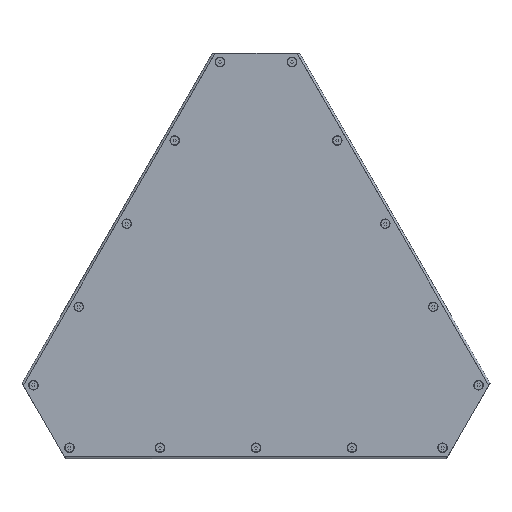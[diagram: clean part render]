
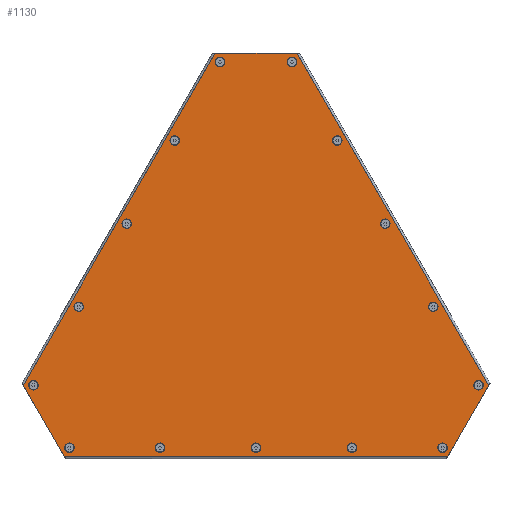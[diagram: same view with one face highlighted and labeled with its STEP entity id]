
A CAD part, top view. The second image highlights one B-rep face of the part: STEP entity #1130.
In plain terms, the highlighted planar face has unit normal (0, 0, 1).
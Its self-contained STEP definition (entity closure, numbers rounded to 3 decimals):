
#112=CARTESIAN_POINT('',(-332.112,-272.675,2.5));
#113=VERTEX_POINT('',#112);
#114=CARTESIAN_POINT('',(-340.762,-272.675,2.5));
#115=DIRECTION('',(0.0,0.0,-1.0));
#116=DIRECTION('',(1.0,0.0,0.0));
#117=AXIS2_PLACEMENT_3D('',#114,#115,#116);
#118=CIRCLE('',#117,8.65);
#119=EDGE_CURVE('',#113,#113,#118,.T.);
#160=CARTESIAN_POINT('',(-166.612,-272.675,2.5));
#161=VERTEX_POINT('',#160);
#162=CARTESIAN_POINT('',(-175.262,-272.675,2.5));
#163=DIRECTION('',(0.0,0.0,-1.0));
#164=DIRECTION('',(1.0,0.0,0.0));
#165=AXIS2_PLACEMENT_3D('',#162,#163,#164);
#166=CIRCLE('',#165,8.65);
#167=EDGE_CURVE('',#161,#161,#166,.T.);
#208=CARTESIAN_POINT('',(8.65,-272.675,2.5));
#209=VERTEX_POINT('',#208);
#210=CARTESIAN_POINT('',(0.,-272.675,2.5));
#211=DIRECTION('',(0.0,0.0,-1.0));
#212=DIRECTION('',(1.0,0.0,0.0));
#213=AXIS2_PLACEMENT_3D('',#210,#211,#212);
#214=CIRCLE('',#213,8.65);
#215=EDGE_CURVE('',#209,#209,#214,.T.);
#256=CARTESIAN_POINT('',(183.912,-272.675,2.5));
#257=VERTEX_POINT('',#256);
#258=CARTESIAN_POINT('',(175.262,-272.675,2.5));
#259=DIRECTION('',(0.0,0.0,-1.0));
#260=DIRECTION('',(1.0,0.0,0.0));
#261=AXIS2_PLACEMENT_3D('',#258,#259,#260);
#262=CIRCLE('',#261,8.65);
#263=EDGE_CURVE('',#257,#257,#262,.T.);
#304=CARTESIAN_POINT('',(349.412,-272.675,2.5));
#305=VERTEX_POINT('',#304);
#306=CARTESIAN_POINT('',(340.762,-272.675,2.5));
#307=DIRECTION('',(0.0,0.0,-1.0));
#308=DIRECTION('',(1.0,0.0,0.0));
#309=AXIS2_PLACEMENT_3D('',#306,#307,#308);
#310=CIRCLE('',#309,8.65);
#311=EDGE_CURVE('',#305,#305,#310,.T.);
#352=CARTESIAN_POINT('',(415.175,-158.771,2.5));
#353=VERTEX_POINT('',#352);
#354=CARTESIAN_POINT('',(406.525,-158.771,2.5));
#355=DIRECTION('',(0.0,0.0,-1.0));
#356=DIRECTION('',(1.0,0.0,0.0));
#357=AXIS2_PLACEMENT_3D('',#354,#355,#356);
#358=CIRCLE('',#357,8.65);
#359=EDGE_CURVE('',#353,#353,#358,.T.);
#400=CARTESIAN_POINT('',(332.425,-15.444,2.5));
#401=VERTEX_POINT('',#400);
#402=CARTESIAN_POINT('',(323.775,-15.444,2.5));
#403=DIRECTION('',(0.0,0.0,-1.0));
#404=DIRECTION('',(1.0,0.0,0.0));
#405=AXIS2_PLACEMENT_3D('',#402,#403,#404);
#406=CIRCLE('',#405,8.65);
#407=EDGE_CURVE('',#401,#401,#406,.T.);
#448=CARTESIAN_POINT('',(244.794,136.338,2.5));
#449=VERTEX_POINT('',#448);
#450=CARTESIAN_POINT('',(236.144,136.338,2.5));
#451=DIRECTION('',(0.0,0.0,-1.0));
#452=DIRECTION('',(1.0,0.0,0.0));
#453=AXIS2_PLACEMENT_3D('',#450,#451,#452);
#454=CIRCLE('',#453,8.65);
#455=EDGE_CURVE('',#449,#449,#454,.T.);
#496=CARTESIAN_POINT('',(157.162,288.119,2.5));
#497=VERTEX_POINT('',#496);
#498=CARTESIAN_POINT('',(148.512,288.119,2.5));
#499=DIRECTION('',(0.0,0.0,-1.0));
#500=DIRECTION('',(1.0,0.0,0.0));
#501=AXIS2_PLACEMENT_3D('',#498,#499,#500);
#502=CIRCLE('',#501,8.65);
#503=EDGE_CURVE('',#497,#497,#502,.T.);
#544=CARTESIAN_POINT('',(74.412,431.446,2.5));
#545=VERTEX_POINT('',#544);
#546=CARTESIAN_POINT('',(65.762,431.446,2.5));
#547=DIRECTION('',(0.0,0.0,-1.0));
#548=DIRECTION('',(1.0,0.0,0.0));
#549=AXIS2_PLACEMENT_3D('',#546,#547,#548);
#550=CIRCLE('',#549,8.65);
#551=EDGE_CURVE('',#545,#545,#550,.T.);
#592=CARTESIAN_POINT('',(-57.112,431.446,2.5));
#593=VERTEX_POINT('',#592);
#594=CARTESIAN_POINT('',(-65.762,431.446,2.5));
#595=DIRECTION('',(0.0,0.0,-1.0));
#596=DIRECTION('',(1.0,0.0,0.0));
#597=AXIS2_PLACEMENT_3D('',#594,#595,#596);
#598=CIRCLE('',#597,8.65);
#599=EDGE_CURVE('',#593,#593,#598,.T.);
#640=CARTESIAN_POINT('',(-139.862,288.119,2.5));
#641=VERTEX_POINT('',#640);
#642=CARTESIAN_POINT('',(-148.512,288.119,2.5));
#643=DIRECTION('',(0.0,0.0,-1.0));
#644=DIRECTION('',(1.0,0.0,0.0));
#645=AXIS2_PLACEMENT_3D('',#642,#643,#644);
#646=CIRCLE('',#645,8.65);
#647=EDGE_CURVE('',#641,#641,#646,.T.);
#688=CARTESIAN_POINT('',(-227.494,136.338,2.5));
#689=VERTEX_POINT('',#688);
#690=CARTESIAN_POINT('',(-236.144,136.338,2.5));
#691=DIRECTION('',(0.0,0.0,-1.0));
#692=DIRECTION('',(1.0,0.0,0.0));
#693=AXIS2_PLACEMENT_3D('',#690,#691,#692);
#694=CIRCLE('',#693,8.65);
#695=EDGE_CURVE('',#689,#689,#694,.T.);
#736=CARTESIAN_POINT('',(-315.125,-15.444,2.5));
#737=VERTEX_POINT('',#736);
#738=CARTESIAN_POINT('',(-323.775,-15.444,2.5));
#739=DIRECTION('',(0.0,0.0,-1.0));
#740=DIRECTION('',(1.0,0.0,0.0));
#741=AXIS2_PLACEMENT_3D('',#738,#739,#740);
#742=CIRCLE('',#741,8.65);
#743=EDGE_CURVE('',#737,#737,#742,.T.);
#784=CARTESIAN_POINT('',(-397.875,-158.771,2.5));
#785=VERTEX_POINT('',#784);
#786=CARTESIAN_POINT('',(-406.525,-158.771,2.5));
#787=DIRECTION('',(0.0,0.0,-1.0));
#788=DIRECTION('',(1.0,0.0,0.0));
#789=AXIS2_PLACEMENT_3D('',#786,#787,#788);
#790=CIRCLE('',#789,8.65);
#791=EDGE_CURVE('',#785,#785,#790,.T.);
#933=CARTESIAN_POINT('',(-350.0,-288.675,2.5));
#934=VERTEX_POINT('',#933);
#935=CARTESIAN_POINT('',(-425.,-158.771,2.5));
#936=VERTEX_POINT('',#935);
#937=CARTESIAN_POINT('',(-350.0,-288.675,2.5));
#938=DIRECTION('',(-0.5,0.866,0.0));
#939=VECTOR('',#938,150.);
#940=LINE('',#937,#939);
#941=EDGE_CURVE('',#934,#936,#940,.T.);
#964=CARTESIAN_POINT('',(-75.,447.446,2.5));
#965=VERTEX_POINT('',#964);
#966=CARTESIAN_POINT('',(-425.,-158.771,2.5));
#967=DIRECTION('',(0.5,0.866,0.0));
#968=VECTOR('',#967,700.0);
#969=LINE('',#966,#968);
#970=EDGE_CURVE('',#936,#965,#969,.T.);
#988=CARTESIAN_POINT('',(75.,447.446,2.5));
#989=VERTEX_POINT('',#988);
#990=CARTESIAN_POINT('',(-75.,447.446,2.5));
#991=DIRECTION('',(1.0,0.0,0.0));
#992=VECTOR('',#991,150.);
#993=LINE('',#990,#992);
#994=EDGE_CURVE('',#965,#989,#993,.T.);
#1012=CARTESIAN_POINT('',(425.,-158.771,2.5));
#1013=VERTEX_POINT('',#1012);
#1014=CARTESIAN_POINT('',(75.0,447.446,2.5));
#1015=DIRECTION('',(0.5,-0.866,0.0));
#1016=VECTOR('',#1015,700.0);
#1017=LINE('',#1014,#1016);
#1018=EDGE_CURVE('',#989,#1013,#1017,.T.);
#1036=CARTESIAN_POINT('',(350.0,-288.675,2.5));
#1037=VERTEX_POINT('',#1036);
#1038=CARTESIAN_POINT('',(425.,-158.771,2.5));
#1039=DIRECTION('',(-0.5,-0.866,0.0));
#1040=VECTOR('',#1039,150.);
#1041=LINE('',#1038,#1040);
#1042=EDGE_CURVE('',#1013,#1037,#1041,.T.);
#1060=CARTESIAN_POINT('',(350.0,-288.675,2.5));
#1061=DIRECTION('',(-1.0,0.0,0.0));
#1062=VECTOR('',#1061,700.0);
#1063=LINE('',#1060,#1062);
#1064=EDGE_CURVE('',#1037,#934,#1063,.T.);
#1072=CARTESIAN_POINT('',(0.,0.,2.5));
#1073=DIRECTION('',(0.0,0.0,1.0));
#1074=DIRECTION('',(1.0,0.0,0.0));
#1075=AXIS2_PLACEMENT_3D('',#1072,#1073,#1074);
#1076=PLANE('',#1075);
#1077=ORIENTED_EDGE('',*,*,#941,.F.);
#1078=ORIENTED_EDGE('',*,*,#1064,.F.);
#1079=ORIENTED_EDGE('',*,*,#1042,.F.);
#1080=ORIENTED_EDGE('',*,*,#1018,.F.);
#1081=ORIENTED_EDGE('',*,*,#994,.F.);
#1082=ORIENTED_EDGE('',*,*,#970,.F.);
#1083=EDGE_LOOP('',(#1077,#1078,#1079,#1080,#1081,#1082));
#1084=FACE_OUTER_BOUND('',#1083,.T.);
#1085=ORIENTED_EDGE('',*,*,#119,.T.);
#1086=EDGE_LOOP('',(#1085));
#1087=FACE_BOUND('',#1086,.T.);
#1088=ORIENTED_EDGE('',*,*,#167,.T.);
#1089=EDGE_LOOP('',(#1088));
#1090=FACE_BOUND('',#1089,.T.);
#1091=ORIENTED_EDGE('',*,*,#215,.T.);
#1092=EDGE_LOOP('',(#1091));
#1093=FACE_BOUND('',#1092,.T.);
#1094=ORIENTED_EDGE('',*,*,#263,.T.);
#1095=EDGE_LOOP('',(#1094));
#1096=FACE_BOUND('',#1095,.T.);
#1097=ORIENTED_EDGE('',*,*,#311,.T.);
#1098=EDGE_LOOP('',(#1097));
#1099=FACE_BOUND('',#1098,.T.);
#1100=ORIENTED_EDGE('',*,*,#359,.T.);
#1101=EDGE_LOOP('',(#1100));
#1102=FACE_BOUND('',#1101,.T.);
#1103=ORIENTED_EDGE('',*,*,#407,.T.);
#1104=EDGE_LOOP('',(#1103));
#1105=FACE_BOUND('',#1104,.T.);
#1106=ORIENTED_EDGE('',*,*,#455,.T.);
#1107=EDGE_LOOP('',(#1106));
#1108=FACE_BOUND('',#1107,.T.);
#1109=ORIENTED_EDGE('',*,*,#503,.T.);
#1110=EDGE_LOOP('',(#1109));
#1111=FACE_BOUND('',#1110,.T.);
#1112=ORIENTED_EDGE('',*,*,#551,.T.);
#1113=EDGE_LOOP('',(#1112));
#1114=FACE_BOUND('',#1113,.T.);
#1115=ORIENTED_EDGE('',*,*,#599,.T.);
#1116=EDGE_LOOP('',(#1115));
#1117=FACE_BOUND('',#1116,.T.);
#1118=ORIENTED_EDGE('',*,*,#647,.T.);
#1119=EDGE_LOOP('',(#1118));
#1120=FACE_BOUND('',#1119,.T.);
#1121=ORIENTED_EDGE('',*,*,#695,.T.);
#1122=EDGE_LOOP('',(#1121));
#1123=FACE_BOUND('',#1122,.T.);
#1124=ORIENTED_EDGE('',*,*,#743,.T.);
#1125=EDGE_LOOP('',(#1124));
#1126=FACE_BOUND('',#1125,.T.);
#1127=ORIENTED_EDGE('',*,*,#791,.T.);
#1128=EDGE_LOOP('',(#1127));
#1129=FACE_BOUND('',#1128,.T.);
#1130=ADVANCED_FACE('',(#1084,#1087,#1090,#1093,#1096,#1099,#1102,#1105,#1108,#1111,#1114,#1117,#1120,#1123,#1126,#1129),#1076,.T.);
